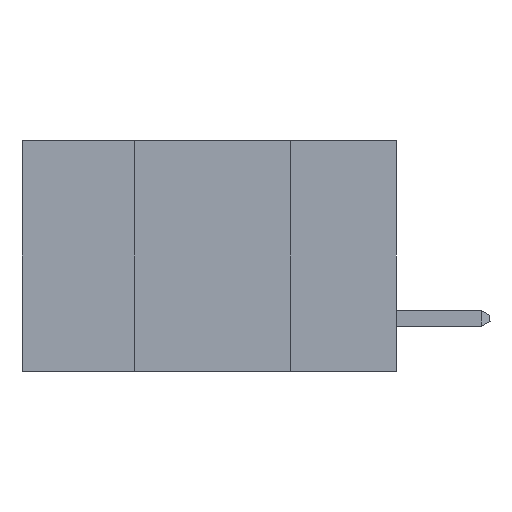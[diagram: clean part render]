
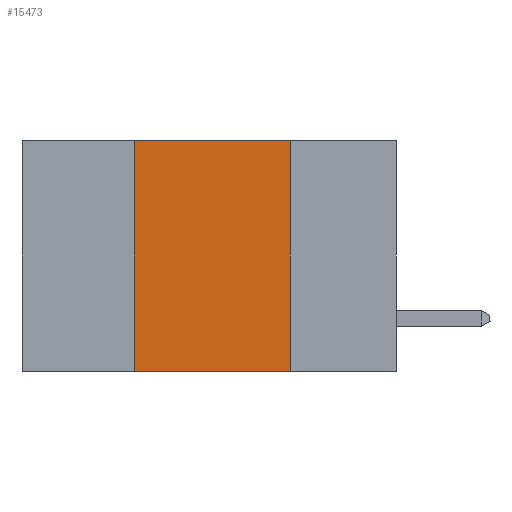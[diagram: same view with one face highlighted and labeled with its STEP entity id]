
A CAD part, left-side view. The second image highlights one B-rep face of the part: STEP entity #15473.
In plain terms, the highlighted planar face has unit normal (-1, 0, 0).
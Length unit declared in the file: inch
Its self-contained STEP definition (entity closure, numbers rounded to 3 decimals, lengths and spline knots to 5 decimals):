
#87 = DIRECTION ( 'NONE',  ( 0., -1., 0. ) ) ;
#603 = DIRECTION ( 'NONE',  ( 0., 0., -1. ) ) ;
#1014 = EDGE_CURVE ( 'NONE', #4873, #19670, #13355, .T. ) ;
#1387 = CARTESIAN_POINT ( 'NONE',  ( 0., 0.42, 0. ) ) ;
#1447 = ORIENTED_EDGE ( 'NONE', *, *, #13301, .F. ) ;
#1610 = CARTESIAN_POINT ( 'NONE',  ( 0., 0.42, 0. ) ) ;
#2060 = VECTOR ( 'NONE', #17256, 39.37008 ) ;
#2134 = AXIS2_PLACEMENT_3D ( 'NONE', #8609, #11527, #603 ) ;
#2495 = VERTEX_POINT ( 'NONE', #20136 ) ;
#3659 = LINE ( 'NONE', #9486, #6604 ) ;
#4177 = ORIENTED_EDGE ( 'NONE', *, *, #1014, .T. ) ;
#4681 = EDGE_CURVE ( 'NONE', #4873, #7902, #13130, .T. ) ;
#4873 = VERTEX_POINT ( 'NONE', #17520 ) ;
#5291 = FACE_OUTER_BOUND ( 'NONE', #8433, .T. ) ;
#5762 = LINE ( 'NONE', #11571, #8214 ) ;
#6604 = VECTOR ( 'NONE', #15621, 39.37008 ) ;
#7902 = VERTEX_POINT ( 'NONE', #1387 ) ;
#7991 = CARTESIAN_POINT ( 'NONE',  ( 0., 0.17, -0.37 ) ) ;
#8214 = VECTOR ( 'NONE', #17844, 39.37008 ) ;
#8433 = EDGE_LOOP ( 'NONE', ( #1447, #18026, #17314, #4177 ) ) ;
#8609 = CARTESIAN_POINT ( 'NONE',  ( 0., 0.6, 0. ) ) ;
#9486 = CARTESIAN_POINT ( 'NONE',  ( 0., 0.17, 0. ) ) ;
#11527 = DIRECTION ( 'NONE',  ( 1., 0., 0. ) ) ;
#11571 = CARTESIAN_POINT ( 'NONE',  ( 0., 0.6, 0. ) ) ;
#12210 = EDGE_CURVE ( 'NONE', #7902, #2495, #5762, .T. ) ;
#13130 = LINE ( 'NONE', #1610, #2060 ) ;
#13301 = EDGE_CURVE ( 'NONE', #2495, #19670, #3659, .T. ) ;
#13355 = LINE ( 'NONE', #19086, #18986 ) ;
#15473 = ADVANCED_FACE ( 'NONE', ( #5291 ), #17861, .F. ) ;
#15621 = DIRECTION ( 'NONE',  ( 0., 0., -1. ) ) ;
#17256 = DIRECTION ( 'NONE',  ( 0., 0., 1. ) ) ;
#17314 = ORIENTED_EDGE ( 'NONE', *, *, #4681, .F. ) ;
#17520 = CARTESIAN_POINT ( 'NONE',  ( 0., 0.42, -0.37 ) ) ;
#17844 = DIRECTION ( 'NONE',  ( 0., -1., 0. ) ) ;
#17861 = PLANE ( 'NONE',  #2134 ) ;
#18026 = ORIENTED_EDGE ( 'NONE', *, *, #12210, .F. ) ;
#18986 = VECTOR ( 'NONE', #87, 39.37008 ) ;
#19086 = CARTESIAN_POINT ( 'NONE',  ( 0., 0.6, -0.37 ) ) ;
#19670 = VERTEX_POINT ( 'NONE', #7991 ) ;
#20136 = CARTESIAN_POINT ( 'NONE',  ( 0., 0.17, 0. ) ) ;
